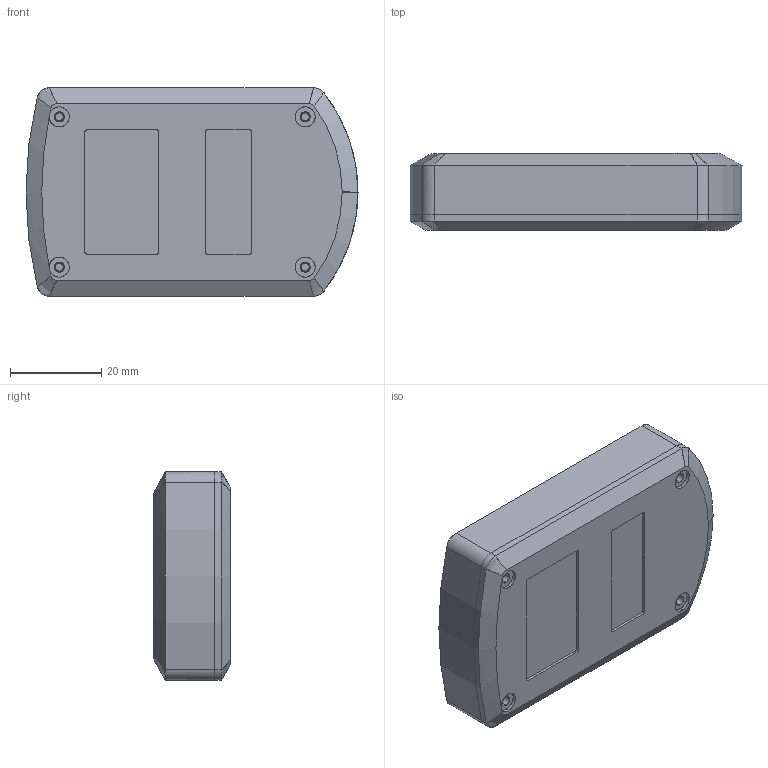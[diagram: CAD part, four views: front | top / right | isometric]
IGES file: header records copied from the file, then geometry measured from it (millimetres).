
Start section: SolidWorks IGES file using analytic representation for surfaces
Global section: file name: KM 100AK.IGS; native system: SolidWorks 2009; preprocessor: SolidWorks 2009; author: tom; date: 140106.204427; units: millimetre
Bounding box: 72.9 x 16.85 x 45.8 mm (x, y, z)
Surface area: 20004.2 mm2 (no closed solid volume)
Topology: 0 solids, 0 shells, 194 faces, 2844 edges, 2844 vertices
Faces by surface type: revolution 107, bspline 87
